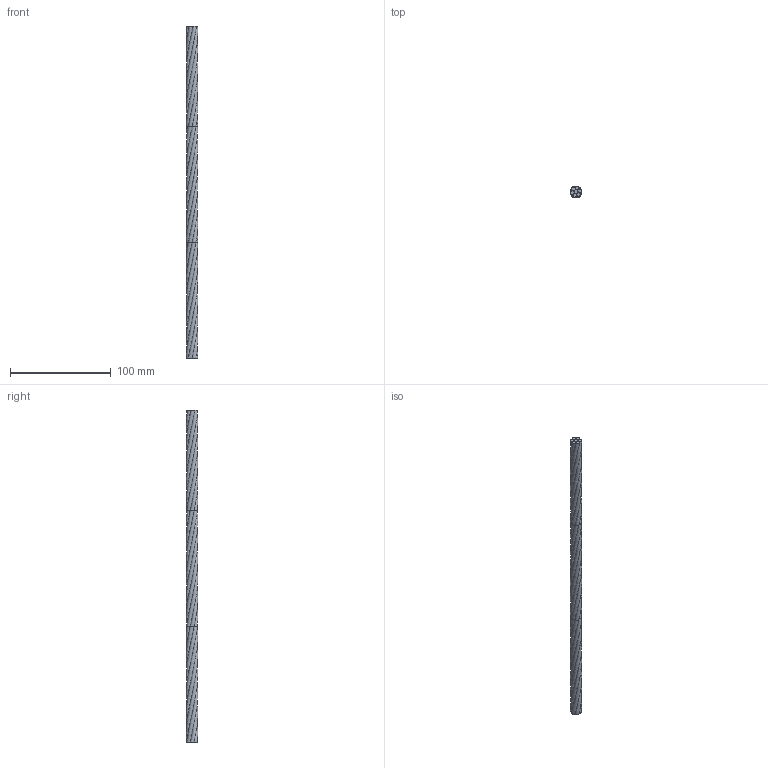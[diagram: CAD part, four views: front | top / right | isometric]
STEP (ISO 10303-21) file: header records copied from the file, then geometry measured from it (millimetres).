
FILE_DESCRIPTION(('FreeCAD Model'),'2;1');
FILE_NAME('SevenWiresStrand2Lays.step','2020-06-11T11:23:17',(''),(''), 'Open CASCADE STEP processor 7.3','FreeCAD','Unknown');
FILE_SCHEMA(('AUTOMOTIVE_DESIGN { 1 0 10303 214 1 1 1 1 }'));
Length unit declared in the file: millimetre
Products named in the file (2): Array; Sweep001
Bounding box: 11.4 x 11.4 x 330 mm (x, y, z)
Volume: 25659.2 mm3; surface area: 27694.7 mm2
Topology: 7 solids, 7 shells, 33 faces, 45 edges, 26 vertices
Faces by surface type: bspline 18, plane 14, cylinder 1
Full cylindrical faces by diameter (mm): 3.94 x1
Entity records: 3879 total; most frequent: CARTESIAN_POINT 3046, ORIENTED_EDGE 90, PCURVE 90, DEFINITIONAL_REPRESENTATION 90, DIRECTION 84, LINE 46, VECTOR 46, EDGE_CURVE 45
